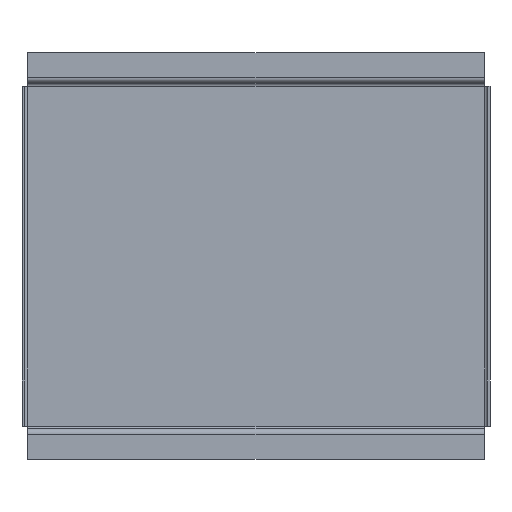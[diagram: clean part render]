
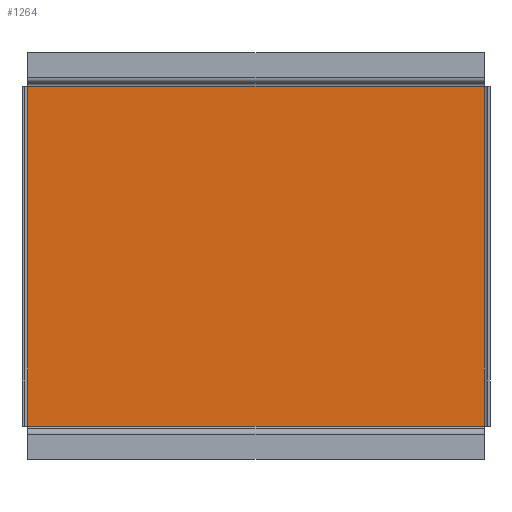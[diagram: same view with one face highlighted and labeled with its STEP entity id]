
A CAD part, top view. The second image highlights one B-rep face of the part: STEP entity #1264.
In plain terms, the highlighted planar face has unit normal (0, 0, 1).
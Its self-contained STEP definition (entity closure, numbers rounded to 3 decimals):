
#7 = DIRECTION ( 'NONE',  ( 0., 1., 0. ) ) ;
#20 = VECTOR ( 'NONE', #1063, 1000. ) ;
#24 = ORIENTED_EDGE ( 'NONE', *, *, #611, .T. ) ;
#38 = EDGE_CURVE ( 'NONE', #1368, #768, #1184, .T. ) ;
#42 = DIRECTION ( 'NONE',  ( 1., 0., 0. ) ) ;
#43 = CARTESIAN_POINT ( 'NONE',  ( 82., -61., 0. ) ) ;
#125 = LINE ( 'NONE', #816, #549 ) ;
#139 = CARTESIAN_POINT ( 'NONE',  ( -82., -61., 0. ) ) ;
#221 = CARTESIAN_POINT ( 'NONE',  ( 0., 0., 0. ) ) ;
#235 = LINE ( 'NONE', #1215, #1292 ) ;
#244 = EDGE_CURVE ( 'NONE', #721, #768, #125, .T. ) ;
#247 = CARTESIAN_POINT ( 'NONE',  ( -82., 61., 0. ) ) ;
#300 = VECTOR ( 'NONE', #42, 1000. ) ;
#321 = FACE_OUTER_BOUND ( 'NONE', #1198, .T. ) ;
#340 = CARTESIAN_POINT ( 'NONE',  ( -83., 61., 0. ) ) ;
#343 = PLANE ( 'NONE',  #597 ) ;
#354 = ORIENTED_EDGE ( 'NONE', *, *, #244, .F. ) ;
#549 = VECTOR ( 'NONE', #1399, 1000. ) ;
#597 = AXIS2_PLACEMENT_3D ( 'NONE', #221, #968, #1390 ) ;
#611 = EDGE_CURVE ( 'NONE', #721, #719, #805, .T. ) ;
#617 = ORIENTED_EDGE ( 'NONE', *, *, #38, .T. ) ;
#719 = VERTEX_POINT ( 'NONE', #247 ) ;
#721 = VERTEX_POINT ( 'NONE', #1096 ) ;
#768 = VERTEX_POINT ( 'NONE', #43 ) ;
#805 = LINE ( 'NONE', #340, #20 ) ;
#816 = CARTESIAN_POINT ( 'NONE',  ( 82., 61., 0. ) ) ;
#968 = DIRECTION ( 'NONE',  ( 0., 0., -1. ) ) ;
#1014 = CARTESIAN_POINT ( 'NONE',  ( -83., -61., 0. ) ) ;
#1046 = ORIENTED_EDGE ( 'NONE', *, *, #1374, .F. ) ;
#1063 = DIRECTION ( 'NONE',  ( -1., 0., 0. ) ) ;
#1096 = CARTESIAN_POINT ( 'NONE',  ( 82., 61., 0. ) ) ;
#1184 = LINE ( 'NONE', #1014, #300 ) ;
#1198 = EDGE_LOOP ( 'NONE', ( #1046, #617, #354, #24 ) ) ;
#1215 = CARTESIAN_POINT ( 'NONE',  ( -82., -61., 0. ) ) ;
#1264 = ADVANCED_FACE ( 'NONE', ( #321 ), #343, .F. ) ;
#1292 = VECTOR ( 'NONE', #7, 1000. ) ;
#1368 = VERTEX_POINT ( 'NONE', #139 ) ;
#1374 = EDGE_CURVE ( 'NONE', #1368, #719, #235, .T. ) ;
#1390 = DIRECTION ( 'NONE',  ( -1., 0., 0. ) ) ;
#1399 = DIRECTION ( 'NONE',  ( 0., -1., 0. ) ) ;
